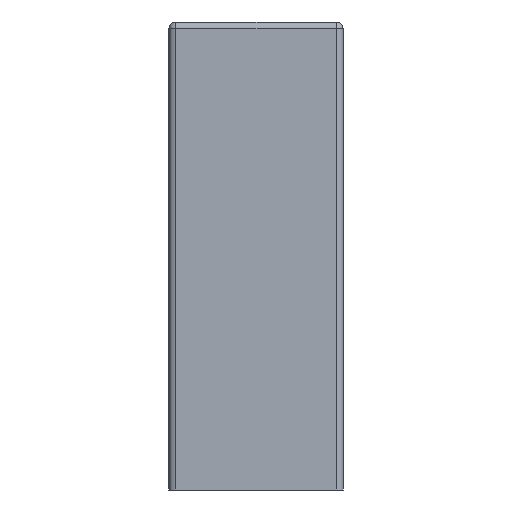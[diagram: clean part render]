
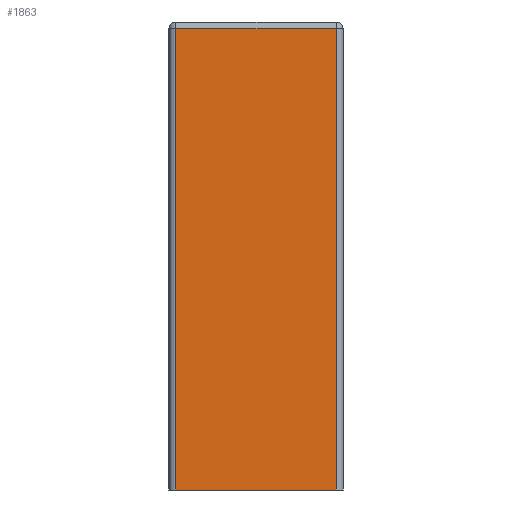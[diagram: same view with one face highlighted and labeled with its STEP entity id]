
A CAD part, left-side view. The second image highlights one B-rep face of the part: STEP entity #1863.
In plain terms, the highlighted planar face has unit normal (-1, 0, 0).
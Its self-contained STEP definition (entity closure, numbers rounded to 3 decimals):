
#271 = PLANE('',#272);
#272 = AXIS2_PLACEMENT_3D('',#273,#274,#275);
#273 = CARTESIAN_POINT('',(-37.5,5.,268.75));
#274 = DIRECTION('',(0.,0.,1.));
#275 = DIRECTION('',(1.,0.,0.));
#296 = CYLINDRICAL_SURFACE('',#297,0.8);
#297 = AXIS2_PLACEMENT_3D('',#298,#299,#300);
#298 = CARTESIAN_POINT('',(-46.7,0.8,0.));
#299 = DIRECTION('',(0.,0.,1.));
#300 = DIRECTION('',(0.,-1.,0.));
#400 = VERTEX_POINT('',#401);
#401 = CARTESIAN_POINT('',(-47.5,0.8,268.75));
#423 = EDGE_CURVE('',#400,#424,#426,.T.);
#424 = VERTEX_POINT('',#425);
#425 = CARTESIAN_POINT('',(-47.5,0.8,321.7));
#426 = SURFACE_CURVE('',#427,(#431,#438),.PCURVE_S1.);
#427 = LINE('',#428,#429);
#428 = CARTESIAN_POINT('',(-47.5,0.8,0.));
#429 = VECTOR('',#430,1.);
#430 = DIRECTION('',(0.,0.,1.));
#431 = PCURVE('',#296,#432);
#432 = DEFINITIONAL_REPRESENTATION('',(#433),#437);
#433 = LINE('',#434,#435);
#434 = CARTESIAN_POINT('',(-1.571,0.));
#435 = VECTOR('',#436,1.);
#436 = DIRECTION('',(-0.,1.));
#437 = ( GEOMETRIC_REPRESENTATION_CONTEXT(2) 
PARAMETRIC_REPRESENTATION_CONTEXT() REPRESENTATION_CONTEXT('2D SPACE',''
  ) );
#438 = PCURVE('',#439,#444);
#439 = PLANE('',#440);
#440 = AXIS2_PLACEMENT_3D('',#441,#442,#443);
#441 = CARTESIAN_POINT('',(-47.5,10.,161.25));
#442 = DIRECTION('',(-1.,-0.,-0.));
#443 = DIRECTION('',(0.,0.,-1.));
#444 = DEFINITIONAL_REPRESENTATION('',(#445),#449);
#445 = LINE('',#446,#447);
#446 = CARTESIAN_POINT('',(161.25,9.2));
#447 = VECTOR('',#448,1.);
#448 = DIRECTION('',(-1.,0.));
#449 = ( GEOMETRIC_REPRESENTATION_CONTEXT(2) 
PARAMETRIC_REPRESENTATION_CONTEXT() REPRESENTATION_CONTEXT('2D SPACE',''
  ) );
#701 = VERTEX_POINT('',#702);
#702 = CARTESIAN_POINT('',(-47.5,19.2,268.75));
#721 = CYLINDRICAL_SURFACE('',#722,0.8);
#722 = AXIS2_PLACEMENT_3D('',#723,#724,#725);
#723 = CARTESIAN_POINT('',(-46.7,19.2,322.5));
#724 = DIRECTION('',(0.,-0.,-1.));
#725 = DIRECTION('',(-0.,1.,-0.));
#733 = EDGE_CURVE('',#400,#701,#734,.T.);
#734 = SURFACE_CURVE('',#735,(#739,#745),.PCURVE_S1.);
#735 = LINE('',#736,#737);
#736 = CARTESIAN_POINT('',(-47.5,7.5,268.75));
#737 = VECTOR('',#738,1.);
#738 = DIRECTION('',(-0.,1.,0.));
#739 = PCURVE('',#271,#740);
#740 = DEFINITIONAL_REPRESENTATION('',(#741),#744);
#741 = B_SPLINE_CURVE_WITH_KNOTS('',1,(#742,#743),.UNSPECIFIED.,.F.,.F.,
  (2,2),(-6.7,11.7),.PIECEWISE_BEZIER_KNOTS.);
#742 = CARTESIAN_POINT('',(-10.,-4.2));
#743 = CARTESIAN_POINT('',(-10.,14.2));
#744 = ( GEOMETRIC_REPRESENTATION_CONTEXT(2) 
PARAMETRIC_REPRESENTATION_CONTEXT() REPRESENTATION_CONTEXT('2D SPACE',''
  ) );
#745 = PCURVE('',#439,#746);
#746 = DEFINITIONAL_REPRESENTATION('',(#747),#750);
#747 = B_SPLINE_CURVE_WITH_KNOTS('',1,(#748,#749),.UNSPECIFIED.,.F.,.F.,
  (2,2),(-6.7,11.7),.PIECEWISE_BEZIER_KNOTS.);
#748 = CARTESIAN_POINT('',(-107.5,9.2));
#749 = CARTESIAN_POINT('',(-107.5,-9.2));
#750 = ( GEOMETRIC_REPRESENTATION_CONTEXT(2) 
PARAMETRIC_REPRESENTATION_CONTEXT() REPRESENTATION_CONTEXT('2D SPACE',''
  ) );
#1598 = CYLINDRICAL_SURFACE('',#1599,0.8);
#1599 = AXIS2_PLACEMENT_3D('',#1600,#1601,#1602);
#1600 = CARTESIAN_POINT('',(-46.7,0.,321.7));
#1601 = DIRECTION('',(-0.,1.,0.));
#1602 = DIRECTION('',(0.,0.,1.));
#1863 = ADVANCED_FACE('',(#1864),#439,.T.);
#1864 = FACE_BOUND('',#1865,.T.);
#1865 = EDGE_LOOP('',(#1866,#1867,#1868,#1891));
#1866 = ORIENTED_EDGE('',*,*,#733,.F.);
#1867 = ORIENTED_EDGE('',*,*,#423,.T.);
#1868 = ORIENTED_EDGE('',*,*,#1869,.T.);
#1869 = EDGE_CURVE('',#424,#1870,#1872,.T.);
#1870 = VERTEX_POINT('',#1871);
#1871 = CARTESIAN_POINT('',(-47.5,19.2,321.7));
#1872 = SURFACE_CURVE('',#1873,(#1877,#1884),.PCURVE_S1.);
#1873 = LINE('',#1874,#1875);
#1874 = CARTESIAN_POINT('',(-47.5,0.,321.7));
#1875 = VECTOR('',#1876,1.);
#1876 = DIRECTION('',(-0.,1.,0.));
#1877 = PCURVE('',#439,#1878);
#1878 = DEFINITIONAL_REPRESENTATION('',(#1879),#1883);
#1879 = LINE('',#1880,#1881);
#1880 = CARTESIAN_POINT('',(-160.45,10.));
#1881 = VECTOR('',#1882,1.);
#1882 = DIRECTION('',(0.,-1.));
#1883 = ( GEOMETRIC_REPRESENTATION_CONTEXT(2) 
PARAMETRIC_REPRESENTATION_CONTEXT() REPRESENTATION_CONTEXT('2D SPACE',''
  ) );
#1884 = PCURVE('',#1598,#1885);
#1885 = DEFINITIONAL_REPRESENTATION('',(#1886),#1890);
#1886 = LINE('',#1887,#1888);
#1887 = CARTESIAN_POINT('',(-1.571,0.));
#1888 = VECTOR('',#1889,1.);
#1889 = DIRECTION('',(-0.,1.));
#1890 = ( GEOMETRIC_REPRESENTATION_CONTEXT(2) 
PARAMETRIC_REPRESENTATION_CONTEXT() REPRESENTATION_CONTEXT('2D SPACE',''
  ) );
#1891 = ORIENTED_EDGE('',*,*,#1892,.T.);
#1892 = EDGE_CURVE('',#1870,#701,#1893,.T.);
#1893 = SURFACE_CURVE('',#1894,(#1898,#1905),.PCURVE_S1.);
#1894 = LINE('',#1895,#1896);
#1895 = CARTESIAN_POINT('',(-47.5,19.2,322.5));
#1896 = VECTOR('',#1897,1.);
#1897 = DIRECTION('',(0.,-0.,-1.));
#1898 = PCURVE('',#439,#1899);
#1899 = DEFINITIONAL_REPRESENTATION('',(#1900),#1904);
#1900 = LINE('',#1901,#1902);
#1901 = CARTESIAN_POINT('',(-161.25,-9.2));
#1902 = VECTOR('',#1903,1.);
#1903 = DIRECTION('',(1.,0.));
#1904 = ( GEOMETRIC_REPRESENTATION_CONTEXT(2) 
PARAMETRIC_REPRESENTATION_CONTEXT() REPRESENTATION_CONTEXT('2D SPACE',''
  ) );
#1905 = PCURVE('',#721,#1906);
#1906 = DEFINITIONAL_REPRESENTATION('',(#1907),#1911);
#1907 = LINE('',#1908,#1909);
#1908 = CARTESIAN_POINT('',(-1.571,0.));
#1909 = VECTOR('',#1910,1.);
#1910 = DIRECTION('',(-0.,1.));
#1911 = ( GEOMETRIC_REPRESENTATION_CONTEXT(2) 
PARAMETRIC_REPRESENTATION_CONTEXT() REPRESENTATION_CONTEXT('2D SPACE',''
  ) );
